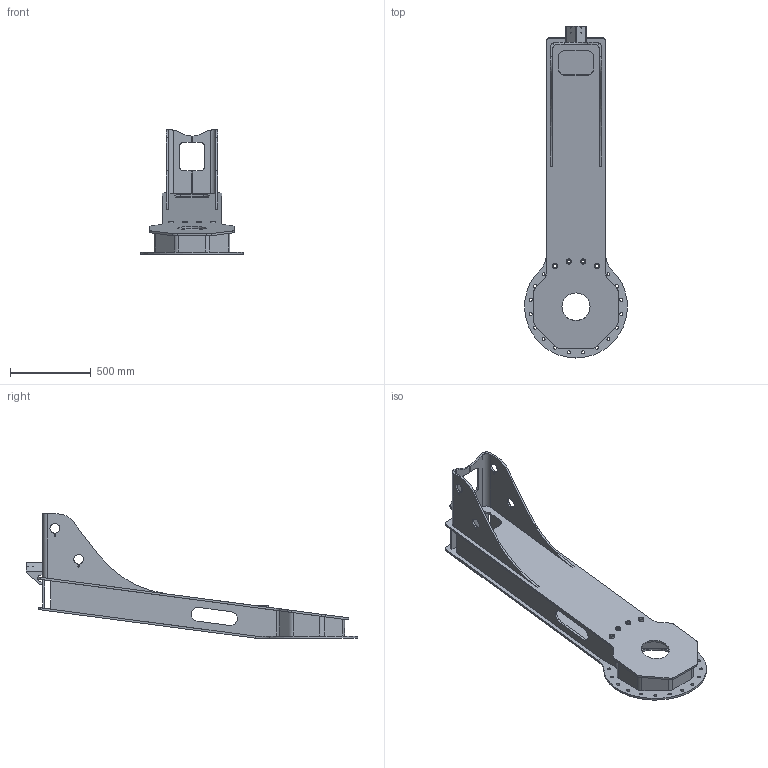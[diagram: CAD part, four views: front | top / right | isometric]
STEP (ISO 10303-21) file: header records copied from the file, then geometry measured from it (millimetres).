
FILE_DESCRIPTION( ( '' ), ' ' );
FILE_NAME( '5dee94d941b5c615554739c3.step', '2019-12-09T18:39:21', ( '' ), ( '' ), ' ', ' ', ' ' );
FILE_SCHEMA( ( 'AUTOMOTIVE_DESIGN { 1 0 10303 214 1 1 1 1 }' ) );
Length unit declared in the file: metre
Products named in the file (1): Part 1
Bounding box: 634.23 x 2050.56 x 767.95 mm (x, y, z)
Volume: 30912348.8 mm3; surface area: 4986289 mm2
Topology: 1 solids, 1 shells, 213 faces, 617 edges, 412 vertices
Faces by surface type: plane 113, cylinder 100
Full cylindrical faces by diameter (mm): 6.35 x4, 8.89 x4, 19.05 x24, 31.75 x4, 60 x4, 173.377 x1, 431.231 x1
Entity records: 8747 total; most frequent: CARTESIAN_POINT 1285, DIRECTION 1185, ORIENTED_EDGE 1130, EDGE_CURVE 565, AXIS2_PLACEMENT_3D 414, VERTEX_POINT 402, LINE 357, VECTOR 357
